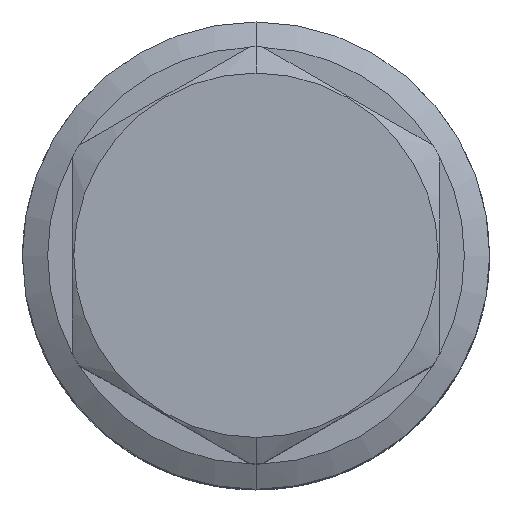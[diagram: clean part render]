
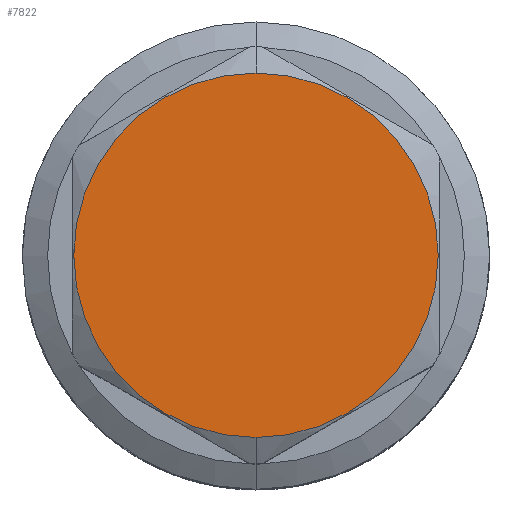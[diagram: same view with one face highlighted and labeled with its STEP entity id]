
A CAD part, top view. The second image highlights one B-rep face of the part: STEP entity #7822.
In plain terms, the highlighted planar face has unit normal (0, 0, 1).
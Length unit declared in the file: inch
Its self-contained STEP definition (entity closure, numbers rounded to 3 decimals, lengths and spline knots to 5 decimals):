
#413=CARTESIAN_POINT('',(0.,0.,5.1885));
#414=DIRECTION('',(0.,0.,1.));
#415=DIRECTION('',(0.,-1.,0.));
#416=AXIS2_PLACEMENT_3D('',#413,#414,#415);
#418=CARTESIAN_POINT('',(0.,0.,5.1885));
#419=DIRECTION('',(0.,0.,1.));
#420=DIRECTION('',(0.,1.,0.));
#421=AXIS2_PLACEMENT_3D('',#418,#419,#420);
#6963=CARTESIAN_POINT('',(0.,-0.62,5.1885));
#6964=CARTESIAN_POINT('',(0.,0.62,5.1885));
#6965=VERTEX_POINT('',#6963);
#6966=VERTEX_POINT('',#6964);
#7813=CARTESIAN_POINT('',(0.,0.,5.1885));
#7814=DIRECTION('',(0.,0.,1.));
#7815=DIRECTION('',(0.,1.,0.));
#7816=AXIS2_PLACEMENT_3D('',#7813,#7814,#7815);
#7817=PLANE('',#7816);
#7818=ORIENTED_EDGE('',*,*,#7583,.F.);
#7819=ORIENTED_EDGE('',*,*,#7804,.F.);
#7820=EDGE_LOOP('',(#7818,#7819));
#7821=FACE_OUTER_BOUND('',#7820,.F.);
#7822=ADVANCED_FACE('',(#7821),#7817,.T.);
#417=CIRCLE('',#416,0.62);
#422=CIRCLE('',#421,0.62);
#7583=EDGE_CURVE('',#6965,#6966,#417,.T.);
#7804=EDGE_CURVE('',#6966,#6965,#422,.T.);
